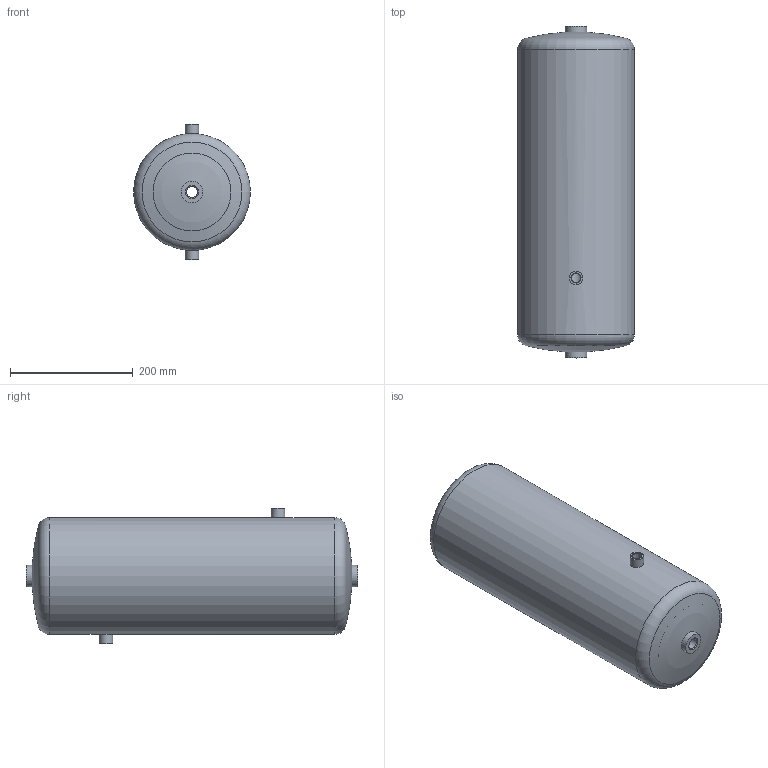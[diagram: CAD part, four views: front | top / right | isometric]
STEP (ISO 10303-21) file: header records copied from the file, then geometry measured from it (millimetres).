
FILE_DESCRIPTION( ( 'Unknown' ), '1' );
FILE_NAME( '050605 - 15SBCV4.stp', 'Unknown', ( 'Unknown' ), ( 'Unknown' ), 'PSStep 17.0.49', 'Unknown', ' ' );
FILE_SCHEMA( ( 'AUTOMOTIVE_DESIGN { 1 0 10303 214 1 1 1 1 }' ) );
Length unit declared in the file: millimetre
Products named in the file (1): 1
Bounding box: 190 x 540 x 220 mm (x, y, z)
Volume: 1233362.4 mm3; surface area: 785256.5 mm2
Topology: 1 solids, 2 shells, 28 faces, 73 edges, 45 vertices
Faces by surface type: cylinder 12, plane 4, torus 4, sphere 4, cone 4
Full cylindrical faces by diameter (mm): 14.9 x2, 18.63 x1, 22 x4, 35 x3, 186 x1, 190 x1
Entity records: 1606 total; most frequent: CARTESIAN_POINT 857, DIRECTION 106, EDGE_LOOP 64, ORIENTED_EDGE 64, AXIS2_PLACEMENT_3D 53, FACE_OUTER_BOUND 48, EDGE_CURVE 32, VERTEX_POINT 32
